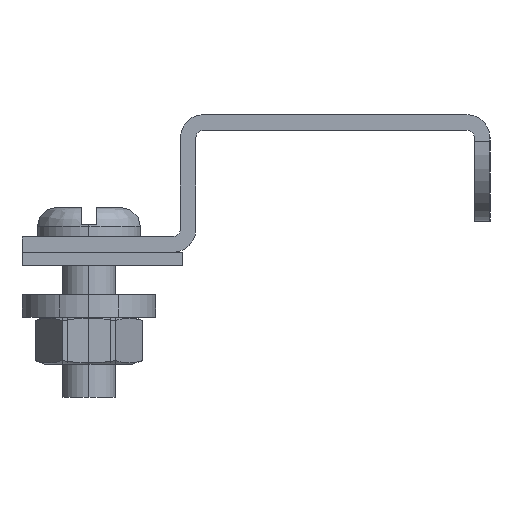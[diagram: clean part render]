
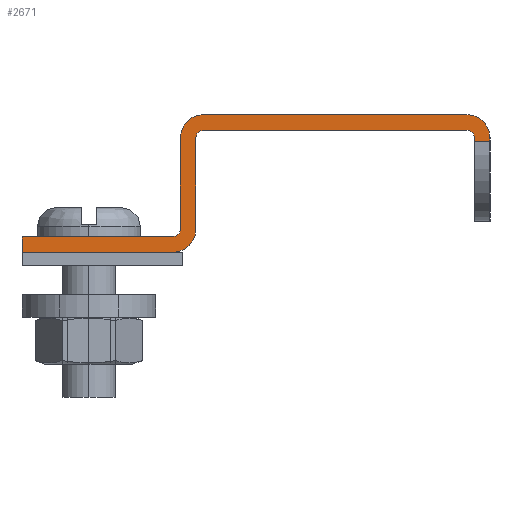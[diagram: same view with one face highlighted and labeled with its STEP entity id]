
A CAD part, left-side view. The second image highlights one B-rep face of the part: STEP entity #2671.
In plain terms, the highlighted planar face has unit normal (-1, 0, 0).
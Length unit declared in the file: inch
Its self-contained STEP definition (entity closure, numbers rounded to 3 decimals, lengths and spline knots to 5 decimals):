
#28 = VERTEX_POINT ( 'NONE', #1235 ) ;
#58 = EDGE_CURVE ( 'NONE', #1709, #1122, #2886, .T. ) ;
#62 = EDGE_CURVE ( 'NONE', #2431, #1963, #1798, .T. ) ;
#99 = VECTOR ( 'NONE', #2572, 39.37008 ) ;
#135 = CARTESIAN_POINT ( 'NONE',  ( -35.5, 0.2455, 0.572 ) ) ;
#154 = LINE ( 'NONE', #511, #2563 ) ;
#247 = EDGE_LOOP ( 'NONE', ( #1808, #2928, #1008, #431, #1929, #2761, #2181, #2673, #2121, #2265, #468, #503, #1200, #756, #2111, #485 ) ) ;
#250 = CARTESIAN_POINT ( 'NONE',  ( -35.5, -0.986, 0.572 ) ) ;
#261 = VERTEX_POINT ( 'NONE', #1581 ) ;
#357 = VECTOR ( 'NONE', #2958, 39.37008 ) ;
#368 = EDGE_CURVE ( 'NONE', #1328, #1174, #154, .T. ) ;
#426 = CARTESIAN_POINT ( 'NONE',  ( -35.5, -0.986, 0.464 ) ) ;
#431 = ORIENTED_EDGE ( 'NONE', *, *, #62, .T. ) ;
#440 = CARTESIAN_POINT ( 'NONE',  ( -35.5, 1.094, -0.072 ) ) ;
#457 = CARTESIAN_POINT ( 'NONE',  ( -35.5, 0.2455, 0.5 ) ) ;
#468 = ORIENTED_EDGE ( 'NONE', *, *, #368, .T. ) ;
#485 = ORIENTED_EDGE ( 'NONE', *, *, #1677, .T. ) ;
#498 = VERTEX_POINT ( 'NONE', #1822 ) ;
#503 = ORIENTED_EDGE ( 'NONE', *, *, #2460, .T. ) ;
#511 = CARTESIAN_POINT ( 'NONE',  ( -35.5, 0.2815, 0.5 ) ) ;
#545 = DIRECTION ( 'NONE',  ( 0., -1., 0. ) ) ;
#599 = VECTOR ( 'NONE', #1374, 39.37008 ) ;
#601 = DIRECTION ( 'NONE',  ( 0., 0., -1. ) ) ;
#622 = EDGE_CURVE ( 'NONE', #998, #970, #1696, .T. ) ;
#660 = DIRECTION ( 'NONE',  ( 0., 0., -1. ) ) ;
#667 = VECTOR ( 'NONE', #1302, 39.37008 ) ;
#681 = VECTOR ( 'NONE', #2393, 39.37008 ) ;
#698 = CARTESIAN_POINT ( 'NONE',  ( -35.5, -1.022, 0.447 ) ) ;
#699 = PLANE ( 'NONE',  #1730 ) ;
#730 = EDGE_CURVE ( 'NONE', #261, #1771, #2567, .T. ) ;
#739 = VECTOR ( 'NONE', #2308, 39.37008 ) ;
#756 = ORIENTED_EDGE ( 'NONE', *, *, #1049, .T. ) ;
#780 = CARTESIAN_POINT ( 'NONE',  ( -35.5, 1.094, 0.572 ) ) ;
#791 = CARTESIAN_POINT ( 'NONE',  ( -35.5, 1.094, -0.072 ) ) ;
#793 = LINE ( 'NONE', #1699, #357 ) ;
#801 = DIRECTION ( 'NONE',  ( 0., 1., 0. ) ) ;
#833 = CARTESIAN_POINT ( 'NONE',  ( -35.5, 0.2815, 0.464 ) ) ;
#851 = CIRCLE ( 'NONE', #1370, 0.108 ) ;
#889 = CARTESIAN_POINT ( 'NONE',  ( -35.5, -1.094, 0.464 ) ) ;
#945 = CARTESIAN_POINT ( 'NONE',  ( -35.5, 1.094, 0.5 ) ) ;
#950 = CARTESIAN_POINT ( 'NONE',  ( -35.5, 0.3535, 0.5 ) ) ;
#970 = VERTEX_POINT ( 'NONE', #250 ) ;
#998 = VERTEX_POINT ( 'NONE', #889 ) ;
#999 = DIRECTION ( 'NONE',  ( 0., 0., 1. ) ) ;
#1008 = ORIENTED_EDGE ( 'NONE', *, *, #2769, .T. ) ;
#1049 = EDGE_CURVE ( 'NONE', #2960, #261, #1661, .T. ) ;
#1058 = CARTESIAN_POINT ( 'NONE',  ( -35.5, -0.986, 0.5 ) ) ;
#1081 = LINE ( 'NONE', #2964, #739 ) ;
#1091 = EDGE_CURVE ( 'NONE', #2870, #498, #2413, .T. ) ;
#1111 = DIRECTION ( 'NONE',  ( 0., 0., -1. ) ) ;
#1122 = VERTEX_POINT ( 'NONE', #1579 ) ;
#1129 = VERTEX_POINT ( 'NONE', #457 ) ;
#1149 = CARTESIAN_POINT ( 'NONE',  ( -35.5, 0.2815, 0.036 ) ) ;
#1150 = DIRECTION ( 'NONE',  ( 0., 0., 1. ) ) ;
#1174 = VERTEX_POINT ( 'NONE', #833 ) ;
#1180 = DIRECTION ( 'NONE',  ( -1., 0., 0. ) ) ;
#1190 = EDGE_CURVE ( 'NONE', #2983, #2870, #1255, .T. ) ;
#1200 = ORIENTED_EDGE ( 'NONE', *, *, #1897, .T. ) ;
#1229 = AXIS2_PLACEMENT_3D ( 'NONE', #2000, #2675, #2918 ) ;
#1235 = CARTESIAN_POINT ( 'NONE',  ( -35.5, -1.094, 0.447 ) ) ;
#1255 = CIRCLE ( 'NONE', #1334, 0.036 ) ;
#1277 = DIRECTION ( 'NONE',  ( 1., 0., 0. ) ) ;
#1300 = EDGE_CURVE ( 'NONE', #998, #28, #2565, .T. ) ;
#1302 = DIRECTION ( 'NONE',  ( 0., -1., 0. ) ) ;
#1328 = VERTEX_POINT ( 'NONE', #1149 ) ;
#1334 = AXIS2_PLACEMENT_3D ( 'NONE', #1780, #2686, #2206 ) ;
#1370 = AXIS2_PLACEMENT_3D ( 'NONE', #2820, #2155, #545 ) ;
#1374 = DIRECTION ( 'NONE',  ( 0., -1., 0. ) ) ;
#1376 = CARTESIAN_POINT ( 'NONE',  ( -35.5, 1.094, 0. ) ) ;
#1425 = AXIS2_PLACEMENT_3D ( 'NONE', #2661, #1277, #1506 ) ;
#1502 = LINE ( 'NONE', #2530, #599 ) ;
#1506 = DIRECTION ( 'NONE',  ( 0., 0., -1. ) ) ;
#1526 = DIRECTION ( 'NONE',  ( -1., 0., 0. ) ) ;
#1579 = CARTESIAN_POINT ( 'NONE',  ( -35.5, 0.3895, -0.072 ) ) ;
#1581 = CARTESIAN_POINT ( 'NONE',  ( -35.5, -1.022, 0.464 ) ) ;
#1616 = VECTOR ( 'NONE', #801, 39.37008 ) ;
#1661 = CIRCLE ( 'NONE', #2211, 0.036 ) ;
#1677 = EDGE_CURVE ( 'NONE', #1771, #28, #1081, .T. ) ;
#1696 = CIRCLE ( 'NONE', #1229, 0.108 ) ;
#1699 = CARTESIAN_POINT ( 'NONE',  ( -35.5, 1.094, 0.5 ) ) ;
#1709 = VERTEX_POINT ( 'NONE', #440 ) ;
#1730 = AXIS2_PLACEMENT_3D ( 'NONE', #945, #1180, #1150 ) ;
#1767 = CARTESIAN_POINT ( 'NONE',  ( -35.5, 0.3535, 0.036 ) ) ;
#1771 = VERTEX_POINT ( 'NONE', #698 ) ;
#1780 = CARTESIAN_POINT ( 'NONE',  ( -35.5, 0.3895, 0.036 ) ) ;
#1798 = CIRCLE ( 'NONE', #2257, 0.108 ) ;
#1808 = ORIENTED_EDGE ( 'NONE', *, *, #1300, .F. ) ;
#1822 = CARTESIAN_POINT ( 'NONE',  ( -35.5, 1.094, 0. ) ) ;
#1848 = VECTOR ( 'NONE', #2511, 39.37008 ) ;
#1897 = EDGE_CURVE ( 'NONE', #1129, #2960, #1502, .T. ) ;
#1929 = ORIENTED_EDGE ( 'NONE', *, *, #2707, .T. ) ;
#1963 = VERTEX_POINT ( 'NONE', #2117 ) ;
#1983 = CARTESIAN_POINT ( 'NONE',  ( -35.5, 0.2455, 0.464 ) ) ;
#2000 = CARTESIAN_POINT ( 'NONE',  ( -35.5, -0.986, 0.464 ) ) ;
#2043 = LINE ( 'NONE', #780, #1616 ) ;
#2074 = DIRECTION ( 'NONE',  ( 1., 0., 0. ) ) ;
#2111 = ORIENTED_EDGE ( 'NONE', *, *, #730, .T. ) ;
#2117 = CARTESIAN_POINT ( 'NONE',  ( -35.5, 0.3535, 0.464 ) ) ;
#2121 = ORIENTED_EDGE ( 'NONE', *, *, #58, .T. ) ;
#2139 = CARTESIAN_POINT ( 'NONE',  ( -35.5, -1.022, 0.5095 ) ) ;
#2155 = DIRECTION ( 'NONE',  ( -1., 0., 0. ) ) ;
#2181 = ORIENTED_EDGE ( 'NONE', *, *, #1091, .T. ) ;
#2202 = EDGE_CURVE ( 'NONE', #1122, #1328, #851, .T. ) ;
#2206 = DIRECTION ( 'NONE',  ( 0., -1., 0. ) ) ;
#2211 = AXIS2_PLACEMENT_3D ( 'NONE', #426, #2074, #660 ) ;
#2257 = AXIS2_PLACEMENT_3D ( 'NONE', #1983, #1526, #601 ) ;
#2265 = ORIENTED_EDGE ( 'NONE', *, *, #2202, .T. ) ;
#2305 = LINE ( 'NONE', #950, #99 ) ;
#2308 = DIRECTION ( 'NONE',  ( 0., -1., 0. ) ) ;
#2376 = CIRCLE ( 'NONE', #1425, 0.036 ) ;
#2393 = DIRECTION ( 'NONE',  ( 0., 0., -1. ) ) ;
#2413 = LINE ( 'NONE', #1376, #1848 ) ;
#2431 = VERTEX_POINT ( 'NONE', #135 ) ;
#2460 = EDGE_CURVE ( 'NONE', #1174, #1129, #2376, .T. ) ;
#2511 = DIRECTION ( 'NONE',  ( 0., 1., 0. ) ) ;
#2530 = CARTESIAN_POINT ( 'NONE',  ( -35.5, -1.094, 0.5 ) ) ;
#2563 = VECTOR ( 'NONE', #999, 39.37008 ) ;
#2565 = LINE ( 'NONE', #2772, #2799 ) ;
#2567 = LINE ( 'NONE', #2139, #681 ) ;
#2572 = DIRECTION ( 'NONE',  ( 0., 0., -1. ) ) ;
#2632 = CARTESIAN_POINT ( 'NONE',  ( -35.5, 0.3895, 0. ) ) ;
#2661 = CARTESIAN_POINT ( 'NONE',  ( -35.5, 0.2455, 0.464 ) ) ;
#2671 = ADVANCED_FACE ( 'NONE', ( #2744 ), #699, .T. ) ;
#2673 = ORIENTED_EDGE ( 'NONE', *, *, #2915, .T. ) ;
#2675 = DIRECTION ( 'NONE',  ( -1., 0., 0. ) ) ;
#2686 = DIRECTION ( 'NONE',  ( 1., 0., 0. ) ) ;
#2707 = EDGE_CURVE ( 'NONE', #1963, #2983, #2305, .T. ) ;
#2744 = FACE_OUTER_BOUND ( 'NONE', #247, .T. ) ;
#2761 = ORIENTED_EDGE ( 'NONE', *, *, #1190, .T. ) ;
#2769 = EDGE_CURVE ( 'NONE', #970, #2431, #2043, .T. ) ;
#2772 = CARTESIAN_POINT ( 'NONE',  ( -35.5, -1.094, 0.5095 ) ) ;
#2799 = VECTOR ( 'NONE', #1111, 39.37008 ) ;
#2820 = CARTESIAN_POINT ( 'NONE',  ( -35.5, 0.3895, 0.036 ) ) ;
#2870 = VERTEX_POINT ( 'NONE', #2632 ) ;
#2886 = LINE ( 'NONE', #791, #667 ) ;
#2915 = EDGE_CURVE ( 'NONE', #498, #1709, #793, .T. ) ;
#2918 = DIRECTION ( 'NONE',  ( 0., 0., -1. ) ) ;
#2928 = ORIENTED_EDGE ( 'NONE', *, *, #622, .T. ) ;
#2958 = DIRECTION ( 'NONE',  ( 0., 0., -1. ) ) ;
#2960 = VERTEX_POINT ( 'NONE', #1058 ) ;
#2964 = CARTESIAN_POINT ( 'NONE',  ( -35.5, 1.094, 0.447 ) ) ;
#2983 = VERTEX_POINT ( 'NONE', #1767 ) ;
